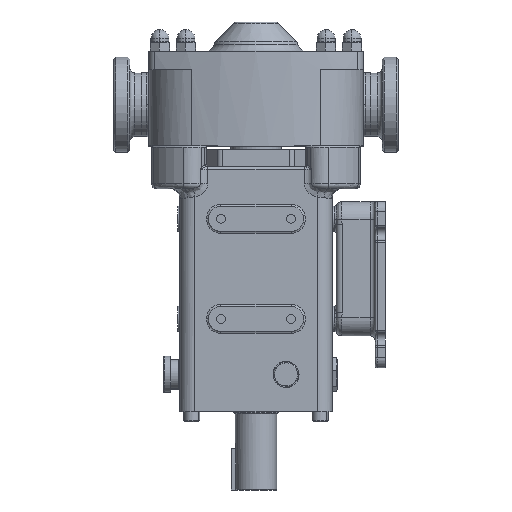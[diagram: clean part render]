
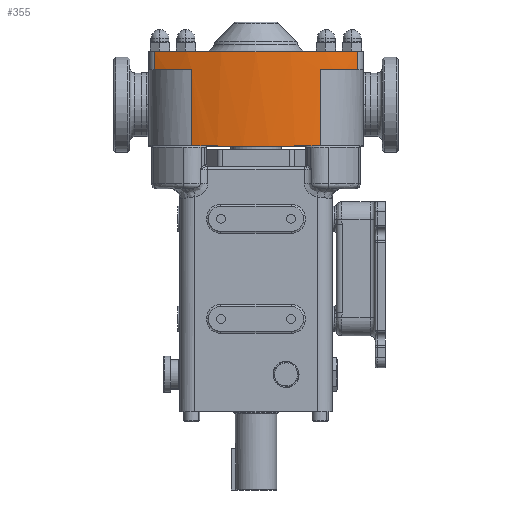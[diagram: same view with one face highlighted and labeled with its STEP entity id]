
A CAD part, left-side view. The second image highlights one B-rep face of the part: STEP entity #355.
In plain terms, the highlighted cylindrical face has radius 231 mm (diameter 462 mm), a partial arc.
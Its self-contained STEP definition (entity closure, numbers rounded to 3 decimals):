
#333 = CARTESIAN_POINT ( 'NONE',  ( 81., 0., 35. ) ) ;
#355 = ADVANCED_FACE ( 'NONE', ( #15845 ), #15980, .T. ) ;
#735 = AXIS2_PLACEMENT_3D ( 'NONE', #17351, #999, #24303 ) ;
#999 = DIRECTION ( 'NONE',  ( 0., 0., 1. ) ) ;
#1124 = CIRCLE ( 'NONE', #18035, 231. ) ;
#1246 = DIRECTION ( 'NONE',  ( 0., 1., 0. ) ) ;
#1491 = CARTESIAN_POINT ( 'NONE',  ( -140.823, 64.465, -41. ) ) ;
#1925 = CARTESIAN_POINT ( 'NONE',  ( 81., 0., -41. ) ) ;
#2087 = CARTESIAN_POINT ( 'NONE',  ( -126.56, -101.389, 32. ) ) ;
#2312 = CARTESIAN_POINT ( 'NONE',  ( -126.56, -101.389, 35. ) ) ;
#2396 = VECTOR ( 'NONE', #15767, 1000. ) ;
#3059 = DIRECTION ( 'NONE',  ( 0., 1., 0. ) ) ;
#3062 = CARTESIAN_POINT ( 'NONE',  ( -146.711, 38.841, -149.253 ) ) ;
#3231 = DIRECTION ( 'NONE',  ( 0., 0., -1. ) ) ;
#3477 = LINE ( 'NONE', #8023, #17689 ) ;
#3747 = VERTEX_POINT ( 'NONE', #20693 ) ;
#4179 = VECTOR ( 'NONE', #18724, 1000. ) ;
#4359 = DIRECTION ( 'NONE',  ( 0., 1., 0. ) ) ;
#4465 = CARTESIAN_POINT ( 'NONE',  ( -140.823, -64.465, -41. ) ) ;
#5018 = VECTOR ( 'NONE', #27800, 1000. ) ;
#5093 = DIRECTION ( 'NONE',  ( 0., -1., 0. ) ) ;
#5241 = CARTESIAN_POINT ( 'NONE',  ( -146.711, -38.841, -41.5 ) ) ;
#5333 = LINE ( 'NONE', #3062, #28230 ) ;
#5547 = AXIS2_PLACEMENT_3D ( 'NONE', #18008, #10756, #15595 ) ;
#6549 = LINE ( 'NONE', #18732, #24338 ) ;
#7189 = ORIENTED_EDGE ( 'NONE', *, *, #12452, .F. ) ;
#7522 = EDGE_CURVE ( 'NONE', #18634, #18046, #3477, .T. ) ;
#7800 = VERTEX_POINT ( 'NONE', #1491 ) ;
#8023 = CARTESIAN_POINT ( 'NONE',  ( -126.56, 101.389, 32. ) ) ;
#8309 = EDGE_CURVE ( 'NONE', #3747, #27357, #20544, .T. ) ;
#8648 = VERTEX_POINT ( 'NONE', #26155 ) ;
#8739 = DIRECTION ( 'NONE',  ( 0., 0., 1. ) ) ;
#8876 = CARTESIAN_POINT ( 'NONE',  ( -146.711, 38.841, -41. ) ) ;
#9476 = DIRECTION ( 'NONE',  ( 0., 0., -1. ) ) ;
#9714 = EDGE_CURVE ( 'NONE', #16537, #14271, #18574, .T. ) ;
#10150 = EDGE_LOOP ( 'NONE', ( #23417, #15085, #14307, #25261, #11017, #15084, #17895, #29334, #11497, #18157, #14323, #7189 ) ) ;
#10540 = CARTESIAN_POINT ( 'NONE',  ( -140.823, -64.465, 35. ) ) ;
#10730 = CARTESIAN_POINT ( 'NONE',  ( -126.56, -101.389, 53. ) ) ;
#10756 = DIRECTION ( 'NONE',  ( 0., 0., 1. ) ) ;
#11017 = ORIENTED_EDGE ( 'NONE', *, *, #8309, .T. ) ;
#11367 = EDGE_CURVE ( 'NONE', #18634, #8648, #20081, .T. ) ;
#11497 = ORIENTED_EDGE ( 'NONE', *, *, #17846, .T. ) ;
#12295 = CIRCLE ( 'NONE', #29203, 231. ) ;
#12452 = EDGE_CURVE ( 'NONE', #7800, #8648, #14611, .T. ) ;
#12634 = VERTEX_POINT ( 'NONE', #8876 ) ;
#12746 = AXIS2_PLACEMENT_3D ( 'NONE', #333, #25596, #3059 ) ;
#13336 = AXIS2_PLACEMENT_3D ( 'NONE', #1925, #8739, #27033 ) ;
#13708 = CARTESIAN_POINT ( 'NONE',  ( 81., 0., -149.253 ) ) ;
#14271 = VERTEX_POINT ( 'NONE', #10730 ) ;
#14307 = ORIENTED_EDGE ( 'NONE', *, *, #21856, .F. ) ;
#14323 = ORIENTED_EDGE ( 'NONE', *, *, #11367, .T. ) ;
#14350 = CARTESIAN_POINT ( 'NONE',  ( -126.56, 101.389, 53. ) ) ;
#14611 = LINE ( 'NONE', #21299, #4179 ) ;
#15084 = ORIENTED_EDGE ( 'NONE', *, *, #15652, .T. ) ;
#15085 = ORIENTED_EDGE ( 'NONE', *, *, #17777, .T. ) ;
#15595 = DIRECTION ( 'NONE',  ( 0., -1., 0. ) ) ;
#15652 = EDGE_CURVE ( 'NONE', #27357, #18678, #6549, .T. ) ;
#15767 = DIRECTION ( 'NONE',  ( 0., 0., 1. ) ) ;
#15845 = FACE_OUTER_BOUND ( 'NONE', #10150, .T. ) ;
#15980 = CYLINDRICAL_SURFACE ( 'NONE', #28699, 231. ) ;
#16396 = CARTESIAN_POINT ( 'NONE',  ( -146.711, 38.841, -41.5 ) ) ;
#16537 = VERTEX_POINT ( 'NONE', #2312 ) ;
#16583 = EDGE_CURVE ( 'NONE', #18678, #16537, #17117, .T. ) ;
#17117 = CIRCLE ( 'NONE', #12746, 231. ) ;
#17351 = CARTESIAN_POINT ( 'NONE',  ( 81., 0., 35. ) ) ;
#17689 = VECTOR ( 'NONE', #19356, 1000. ) ;
#17777 = EDGE_CURVE ( 'NONE', #12634, #18731, #5333, .T. ) ;
#17846 = EDGE_CURVE ( 'NONE', #14271, #18046, #12295, .T. ) ;
#17895 = ORIENTED_EDGE ( 'NONE', *, *, #16583, .T. ) ;
#18008 = CARTESIAN_POINT ( 'NONE',  ( 81., 0., -41. ) ) ;
#18026 = CARTESIAN_POINT ( 'NONE',  ( -146.711, -38.841, -149.253 ) ) ;
#18035 = AXIS2_PLACEMENT_3D ( 'NONE', #20977, #9476, #5093 ) ;
#18046 = VERTEX_POINT ( 'NONE', #14350 ) ;
#18157 = ORIENTED_EDGE ( 'NONE', *, *, #7522, .F. ) ;
#18574 = LINE ( 'NONE', #2087, #5018 ) ;
#18634 = VERTEX_POINT ( 'NONE', #22340 ) ;
#18678 = VERTEX_POINT ( 'NONE', #10540 ) ;
#18724 = DIRECTION ( 'NONE',  ( 0., 0., 1. ) ) ;
#18731 = VERTEX_POINT ( 'NONE', #16396 ) ;
#18732 = CARTESIAN_POINT ( 'NONE',  ( -140.823, -64.465, -149.253 ) ) ;
#19356 = DIRECTION ( 'NONE',  ( 0., 0., 1. ) ) ;
#19557 = CARTESIAN_POINT ( 'NONE',  ( 81., 0., 53. ) ) ;
#20081 = CIRCLE ( 'NONE', #735, 231. ) ;
#20544 = CIRCLE ( 'NONE', #5547, 231. ) ;
#20693 = CARTESIAN_POINT ( 'NONE',  ( -146.711, -38.841, -41. ) ) ;
#20977 = CARTESIAN_POINT ( 'NONE',  ( 81., 0., -41.5 ) ) ;
#21299 = CARTESIAN_POINT ( 'NONE',  ( -140.823, 64.465, -149.253 ) ) ;
#21303 = DIRECTION ( 'NONE',  ( 0., 0., 1. ) ) ;
#21856 = EDGE_CURVE ( 'NONE', #21890, #18731, #1124, .T. ) ;
#21890 = VERTEX_POINT ( 'NONE', #5241 ) ;
#22340 = CARTESIAN_POINT ( 'NONE',  ( -126.56, 101.389, 35. ) ) ;
#23167 = LINE ( 'NONE', #18026, #2396 ) ;
#23328 = EDGE_CURVE ( 'NONE', #7800, #12634, #27835, .T. ) ;
#23417 = ORIENTED_EDGE ( 'NONE', *, *, #23328, .T. ) ;
#24124 = EDGE_CURVE ( 'NONE', #21890, #3747, #23167, .T. ) ;
#24303 = DIRECTION ( 'NONE',  ( 0., 1., 0. ) ) ;
#24338 = VECTOR ( 'NONE', #21303, 1000. ) ;
#25075 = DIRECTION ( 'NONE',  ( 0., 0., 1. ) ) ;
#25261 = ORIENTED_EDGE ( 'NONE', *, *, #24124, .T. ) ;
#25596 = DIRECTION ( 'NONE',  ( 0., 0., 1. ) ) ;
#26155 = CARTESIAN_POINT ( 'NONE',  ( -140.823, 64.465, 35. ) ) ;
#27033 = DIRECTION ( 'NONE',  ( 0., -1., 0. ) ) ;
#27357 = VERTEX_POINT ( 'NONE', #4465 ) ;
#27800 = DIRECTION ( 'NONE',  ( 0., 0., 1. ) ) ;
#27835 = CIRCLE ( 'NONE', #13336, 231. ) ;
#28001 = DIRECTION ( 'NONE',  ( 0., 0., -1. ) ) ;
#28230 = VECTOR ( 'NONE', #28001, 1000. ) ;
#28699 = AXIS2_PLACEMENT_3D ( 'NONE', #13708, #25075, #4359 ) ;
#29203 = AXIS2_PLACEMENT_3D ( 'NONE', #19557, #3231, #1246 ) ;
#29334 = ORIENTED_EDGE ( 'NONE', *, *, #9714, .T. ) ;
